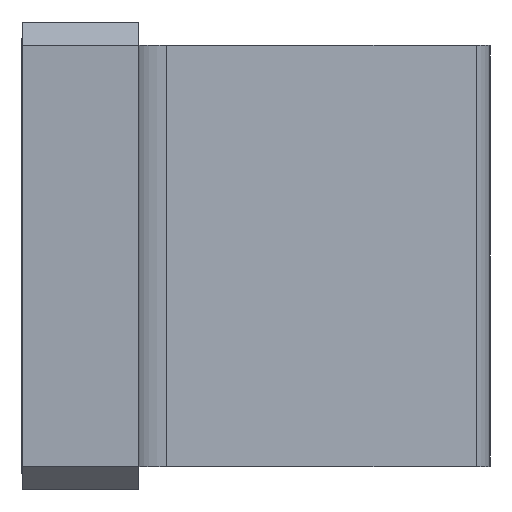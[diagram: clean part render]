
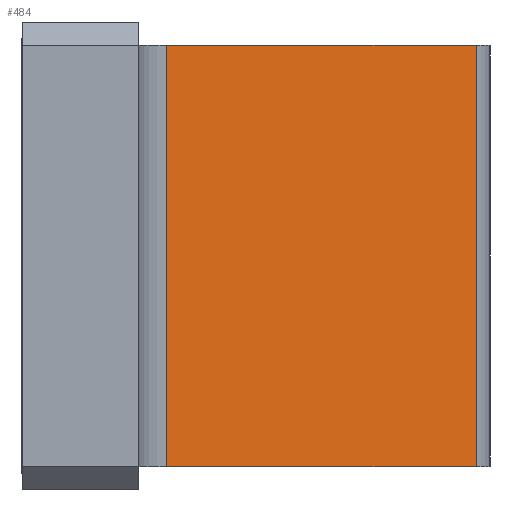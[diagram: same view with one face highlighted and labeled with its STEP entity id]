
A CAD part, left-side view. The second image highlights one B-rep face of the part: STEP entity #484.
In plain terms, the highlighted planar face has unit normal (-0.707, -0.707, 0).
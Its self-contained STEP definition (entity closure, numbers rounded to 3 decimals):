
#30 = CARTESIAN_POINT ( 'NONE',  ( -121.172, 1.172, 20. ) ) ;
#49 = CARTESIAN_POINT ( 'NONE',  ( -120., 0., 20. ) ) ;
#60 = LINE ( 'NONE', #2139, #937 ) ;
#117 = CARTESIAN_POINT ( 'NONE',  ( -120., 0., 18. ) ) ;
#145 = CARTESIAN_POINT ( 'NONE',  ( -121.172, 1.172, 18. ) ) ;
#223 = PLANE ( 'NONE',  #1582 ) ;
#272 = LINE ( 'NONE', #117, #501 ) ;
#388 = DIRECTION ( 'NONE',  ( 0.707, 0.707, 0. ) ) ;
#484 = ADVANCED_FACE ( 'NONE', ( #784 ), #223, .F. ) ;
#496 = EDGE_CURVE ( 'NONE', #1126, #1076, #60, .T. ) ;
#501 = VECTOR ( 'NONE', #1525, 1000. ) ;
#748 = DIRECTION ( 'NONE',  ( -0.707, 0.707, 0. ) ) ;
#784 = FACE_OUTER_BOUND ( 'NONE', #895, .T. ) ;
#819 = VECTOR ( 'NONE', #1988, 1000. ) ;
#895 = EDGE_LOOP ( 'NONE', ( #958, #1181, #1698, #967 ) ) ;
#896 = DIRECTION ( 'NONE',  ( 0., 0., 1. ) ) ;
#937 = VECTOR ( 'NONE', #1784, 1000. ) ;
#958 = ORIENTED_EDGE ( 'NONE', *, *, #1049, .F. ) ;
#967 = ORIENTED_EDGE ( 'NONE', *, *, #496, .T. ) ;
#971 = CARTESIAN_POINT ( 'NONE',  ( -120., 0., -18. ) ) ;
#997 = EDGE_CURVE ( 'NONE', #1183, #1971, #1805, .T. ) ;
#1003 = CARTESIAN_POINT ( 'NONE',  ( -121.172, 1.172, -18. ) ) ;
#1049 = EDGE_CURVE ( 'NONE', #1183, #1076, #2112, .T. ) ;
#1076 = VERTEX_POINT ( 'NONE', #1651 ) ;
#1126 = VERTEX_POINT ( 'NONE', #1298 ) ;
#1181 = ORIENTED_EDGE ( 'NONE', *, *, #997, .T. ) ;
#1183 = VERTEX_POINT ( 'NONE', #1003 ) ;
#1298 = CARTESIAN_POINT ( 'NONE',  ( -147.657, 27.657, 18. ) ) ;
#1353 = VECTOR ( 'NONE', #896, 1000. ) ;
#1476 = EDGE_CURVE ( 'NONE', #1971, #1126, #272, .T. ) ;
#1525 = DIRECTION ( 'NONE',  ( -0.707, 0.707, 0. ) ) ;
#1582 = AXIS2_PLACEMENT_3D ( 'NONE', #49, #388, #748 ) ;
#1651 = CARTESIAN_POINT ( 'NONE',  ( -147.657, 27.657, -18. ) ) ;
#1698 = ORIENTED_EDGE ( 'NONE', *, *, #1476, .T. ) ;
#1784 = DIRECTION ( 'NONE',  ( 0., 0., -1. ) ) ;
#1805 = LINE ( 'NONE', #30, #1353 ) ;
#1971 = VERTEX_POINT ( 'NONE', #145 ) ;
#1988 = DIRECTION ( 'NONE',  ( -0.707, 0.707, 0. ) ) ;
#2112 = LINE ( 'NONE', #971, #819 ) ;
#2139 = CARTESIAN_POINT ( 'NONE',  ( -147.657, 27.657, -18. ) ) ;
